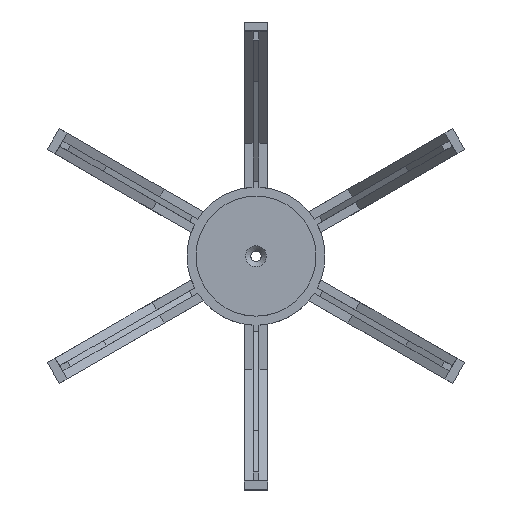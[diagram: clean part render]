
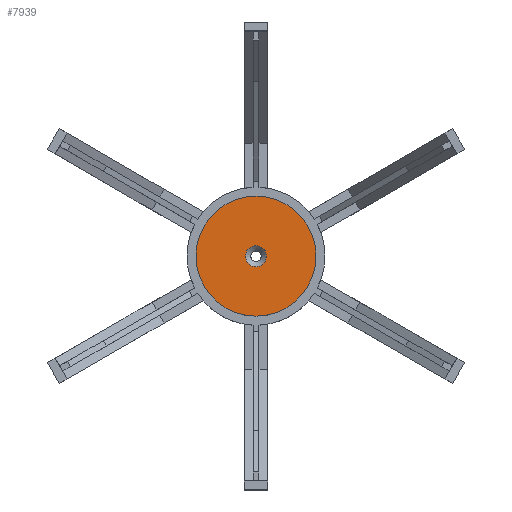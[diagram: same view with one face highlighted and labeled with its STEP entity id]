
A CAD part, top view. The second image highlights one B-rep face of the part: STEP entity #7939.
In plain terms, the highlighted planar face has unit normal (0, 0, 1).
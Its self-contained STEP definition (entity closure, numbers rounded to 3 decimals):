
#4170 = CYLINDRICAL_SURFACE('',#4171,20.);
#4171 = AXIS2_PLACEMENT_3D('',#4172,#4173,#4174);
#4172 = CARTESIAN_POINT('',(0.,0.,5.));
#4173 = DIRECTION('',(0.,0.,1.));
#4174 = DIRECTION('',(0.,1.,0.));
#7342 = VERTEX_POINT('',#7343);
#7343 = CARTESIAN_POINT('',(0.,20.,8.));
#7364 = EDGE_CURVE('',#7342,#7342,#7365,.T.);
#7365 = SURFACE_CURVE('',#7366,(#7371,#7378),.PCURVE_S1.);
#7366 = CIRCLE('',#7367,20.);
#7367 = AXIS2_PLACEMENT_3D('',#7368,#7369,#7370);
#7368 = CARTESIAN_POINT('',(0.,0.,8.));
#7369 = DIRECTION('',(0.,-0.,1.));
#7370 = DIRECTION('',(0.,1.,0.));
#7371 = PCURVE('',#4170,#7372);
#7372 = DEFINITIONAL_REPRESENTATION('',(#7373),#7377);
#7373 = LINE('',#7374,#7375);
#7374 = CARTESIAN_POINT('',(0.,3.));
#7375 = VECTOR('',#7376,1.);
#7376 = DIRECTION('',(1.,0.));
#7377 = ( GEOMETRIC_REPRESENTATION_CONTEXT(2) 
PARAMETRIC_REPRESENTATION_CONTEXT() REPRESENTATION_CONTEXT('2D SPACE',''
  ) );
#7378 = PCURVE('',#7379,#7384);
#7379 = PLANE('',#7380);
#7380 = AXIS2_PLACEMENT_3D('',#7381,#7382,#7383);
#7381 = CARTESIAN_POINT('',(0.,0.,8.));
#7382 = DIRECTION('',(0.,0.,1.));
#7383 = DIRECTION('',(0.,1.,0.));
#7384 = DEFINITIONAL_REPRESENTATION('',(#7385),#7389);
#7385 = CIRCLE('',#7386,20.);
#7386 = AXIS2_PLACEMENT_2D('',#7387,#7388);
#7387 = CARTESIAN_POINT('',(0.,0.));
#7388 = DIRECTION('',(1.,0.));
#7389 = ( GEOMETRIC_REPRESENTATION_CONTEXT(2) 
PARAMETRIC_REPRESENTATION_CONTEXT() REPRESENTATION_CONTEXT('2D SPACE',''
  ) );
#7904 = CONICAL_SURFACE('',#7905,3.5,0.785);
#7905 = AXIS2_PLACEMENT_3D('',#7906,#7907,#7908);
#7906 = CARTESIAN_POINT('',(0.,0.,8.));
#7907 = DIRECTION('',(0.,0.,1.));
#7908 = DIRECTION('',(0.,1.,-0.));
#7939 = ADVANCED_FACE('',(#7940,#7943),#7379,.T.);
#7940 = FACE_BOUND('',#7941,.T.);
#7941 = EDGE_LOOP('',(#7942));
#7942 = ORIENTED_EDGE('',*,*,#7364,.T.);
#7943 = FACE_BOUND('',#7944,.T.);
#7944 = EDGE_LOOP('',(#7945));
#7945 = ORIENTED_EDGE('',*,*,#7946,.F.);
#7946 = EDGE_CURVE('',#7947,#7947,#7949,.T.);
#7947 = VERTEX_POINT('',#7948);
#7948 = CARTESIAN_POINT('',(0.,3.5,8.));
#7949 = SURFACE_CURVE('',#7950,(#7955,#7962),.PCURVE_S1.);
#7950 = CIRCLE('',#7951,3.5);
#7951 = AXIS2_PLACEMENT_3D('',#7952,#7953,#7954);
#7952 = CARTESIAN_POINT('',(0.,0.,8.));
#7953 = DIRECTION('',(0.,-0.,1.));
#7954 = DIRECTION('',(0.,1.,0.));
#7955 = PCURVE('',#7379,#7956);
#7956 = DEFINITIONAL_REPRESENTATION('',(#7957),#7961);
#7957 = CIRCLE('',#7958,3.5);
#7958 = AXIS2_PLACEMENT_2D('',#7959,#7960);
#7959 = CARTESIAN_POINT('',(0.,0.));
#7960 = DIRECTION('',(1.,0.));
#7961 = ( GEOMETRIC_REPRESENTATION_CONTEXT(2) 
PARAMETRIC_REPRESENTATION_CONTEXT() REPRESENTATION_CONTEXT('2D SPACE',''
  ) );
#7962 = PCURVE('',#7904,#7963);
#7963 = DEFINITIONAL_REPRESENTATION('',(#7964),#7968);
#7964 = LINE('',#7965,#7966);
#7965 = CARTESIAN_POINT('',(0.,-0.));
#7966 = VECTOR('',#7967,1.);
#7967 = DIRECTION('',(1.,-0.));
#7968 = ( GEOMETRIC_REPRESENTATION_CONTEXT(2) 
PARAMETRIC_REPRESENTATION_CONTEXT() REPRESENTATION_CONTEXT('2D SPACE',''
  ) );
